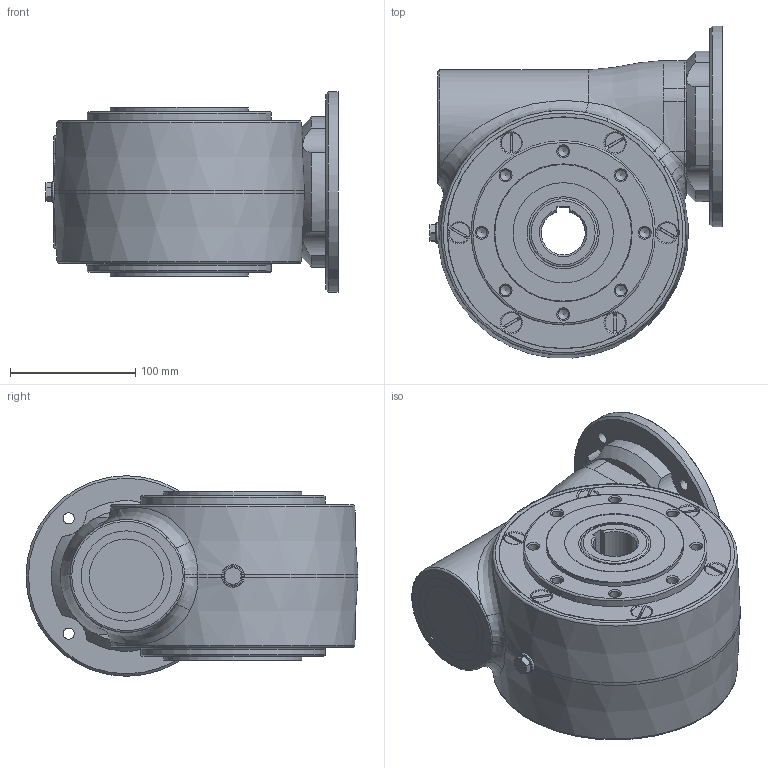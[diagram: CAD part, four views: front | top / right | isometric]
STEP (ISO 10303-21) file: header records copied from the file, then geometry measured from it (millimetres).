
FILE_DESCRIPTION(/* description */ ('Unknown'),/* implementation_level */ '2;1');
FILE_NAME(/* name */ '_P_N85_UNI_N_xxx_0_MK_I_N_N_-U_B3_-F_',/* time_stamp */ '2025-09-10T13:48:12+02:00',/* author */ ('Unknown'),/* organization */ ('Unknown'),/* preprocessor_version */ 'ST-DEVELOPER v18.104',/* originating_system */ 'Solid Edge',/* authorisation */ 'Unknown');
FILE_SCHEMA (('AUTOMOTIVE_DESIGN {1 0 10303 214 3 1 1}'));
Length unit declared in the file: millimetre
Products named in the file (4): _P_N85_UNI_N_xxx_0_MK_I_N_N_-U_B3_-F_; _B_N85_UNI_N_xxx_0_MK_; C505095Z; I854041
Assembly tree (3 placements, depth 2):
  _P_N85_UNI_N_xxx_0_MK_I_N_N_-U_B3_-F_
    _B_N85_UNI_N_xxx_0_MK_
    C505095Z
    I854041
Bounding box: 233.41 x 264.69 x 160 mm (x, y, z)
Volume: 4692979.8 mm3; surface area: 269053.7 mm2
Topology: 3 solids, 4 shells, 437 faces, 1041 edges, 676 vertices
Faces by surface type: plane 163, cylinder 115, cone 88, torus 38, bspline 33
Full cylindrical faces by diameter (mm): 4.917 x6, 6 x6, 7 x6, 8.376 x16, 9 x4, 10 x6, 13 x6, 16.662 x1, 18 x1, 29 x1, 45 x2, 50 x1, 57.5 x2, 59 x1, 62 x1, 72 x1, 75 x3, 79.8 x2, 80 x2, 110 x3, 147 x2, 160 x1, 185 x1
Entity records: 18241 total; most frequent: CARTESIAN_POINT 6586, DIRECTION 1782, ORIENTED_EDGE 1512, AXIS2_PLACEMENT_3D 770, EDGE_CURVE 756, FACE_BOUND 706, EDGE_LOOP 684, VERTEX_POINT 586
